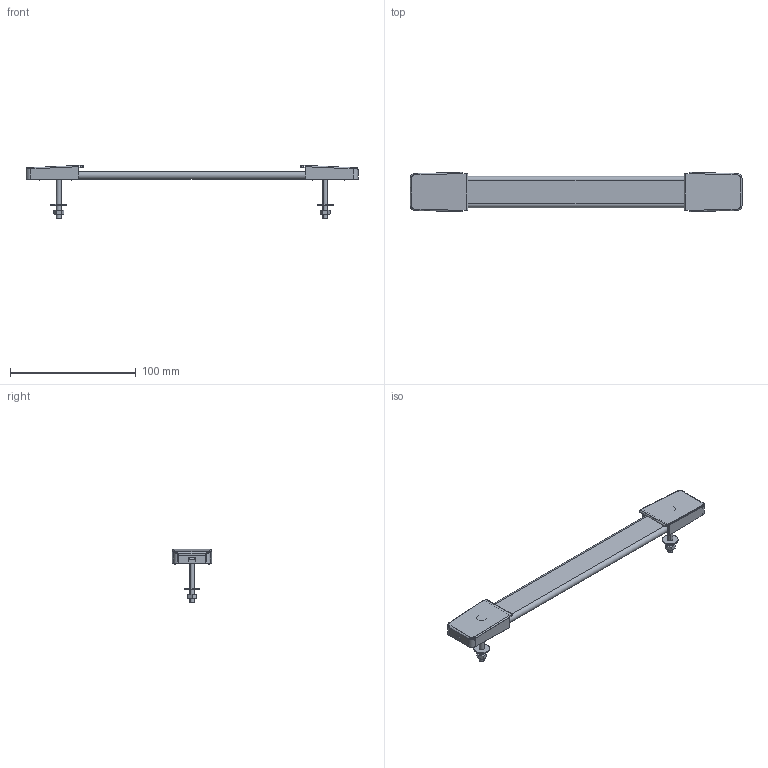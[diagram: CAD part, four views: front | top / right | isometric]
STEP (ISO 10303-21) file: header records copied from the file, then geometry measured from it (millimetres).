
FILE_DESCRIPTION((''),'2;1');
FILE_NAME('','2006-10-08T17:49:50',(''),(''),'','CADfix','');
FILE_SCHEMA(('AUTOMOTIVE_DESIGN'));
Length unit declared in the file: millimetre
Products named in the file (8): screw; washer; nut; bracket_B; bracket_A; leaf spring; grip; THA_320_13650_36
Assembly tree (12 placements, depth 2):
  THA_320_13650_36
    screw  x2
    washer  x2
    nut  x2
    bracket_B  x2
    bracket_A  x2
    leaf spring
    grip
Bounding box: 264 x 31.2 x 42.5 mm (x, y, z)
Volume: 41457.4 mm3; surface area: 53861.2 mm2
Topology: 12 solids, 12 shells, 314 faces, 942 edges, 654 vertices
Faces by surface type: bspline 314
Entity records: 7942 total; most frequent: CARTESIAN_POINT 4470, ORIENTED_EDGE 1078, EDGE_CURVE 539, VERTEX_POINT 377, QUASI_UNIFORM_CURVE 294, B_SPLINE_CURVE_WITH_KNOTS 237, EDGE_LOOP 200, FACE_OUTER_BOUND 177
